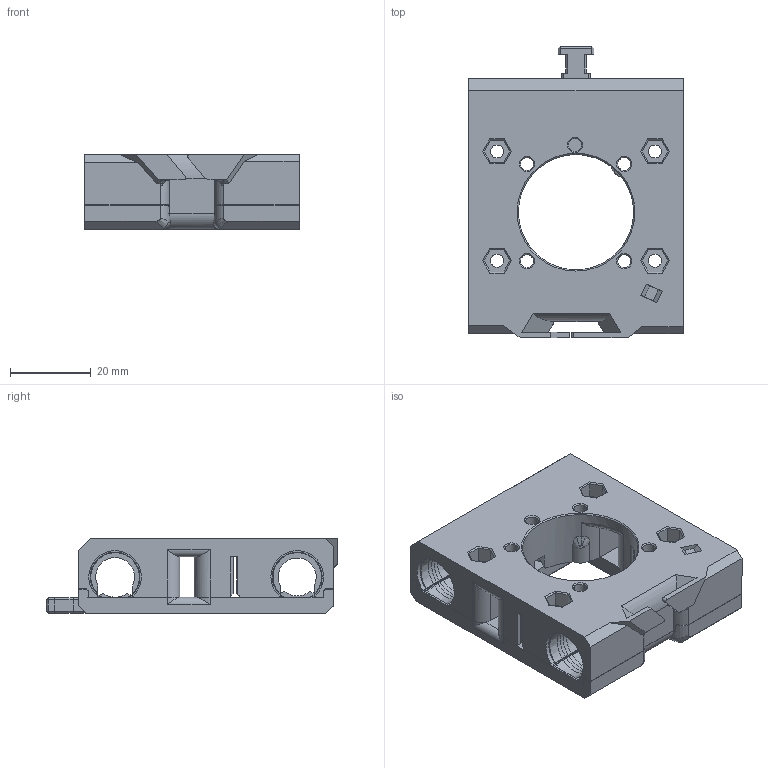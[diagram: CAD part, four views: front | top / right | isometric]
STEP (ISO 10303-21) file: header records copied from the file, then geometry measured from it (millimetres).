
FILE_DESCRIPTION(/* description */ (''),/* implementation_level */ '2;1');
FILE_NAME(/* name */ 'X-carriage_bronce.step',/* time_stamp */ '2020-01-25T22:47:36+01:00',/* author */ (''),/* organization */ (''),/* preprocessor_version */ 'ST-DEVELOPER v18',/* originating_system */ 'Autodesk Translation Framework v8.12.0.6',/* authorisation */ '');
FILE_SCHEMA (('AUTOMOTIVE_DESIGN { 1 0 10303 214 3 1 1 }'));
Length unit declared in the file: millimetre
Products named in the file (3): P3 Steel MKO; X-End; P3sTE_MK2 - X-carriage-bronce_v2_1 v16
Assembly tree (2 placements, depth 3):
  P3 Steel MKO
    X-End
      P3sTE_MK2 - X-carriage-bronce_v2_1 v16
Bounding box: 53 x 72 x 18.52 mm (x, y, z)
Volume: 34276.3 mm3; surface area: 21174.9 mm2
Topology: 2 solids, 2 shells, 538 faces, 1478 edges, 954 vertices
Faces by surface type: plane 343, cylinder 91, cone 48, bspline 30, torus 26
Full cylindrical faces by diameter (mm): 3.2 x13, 3.41 x4, 5.29 x4, 5.45 x4, 5.5 x4, 5.6 x1, 28.5 x1
Entity records: 18280 total; most frequent: CARTESIAN_POINT 4716, ORIENTED_EDGE 2952, DIRECTION 2589, EDGE_CURVE 1476, LINE 983, VECTOR 983, VERTEX_POINT 954, AXIS2_PLACEMENT_3D 803
